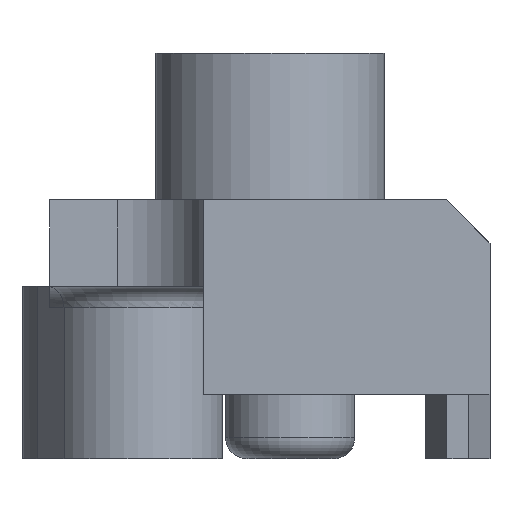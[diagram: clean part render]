
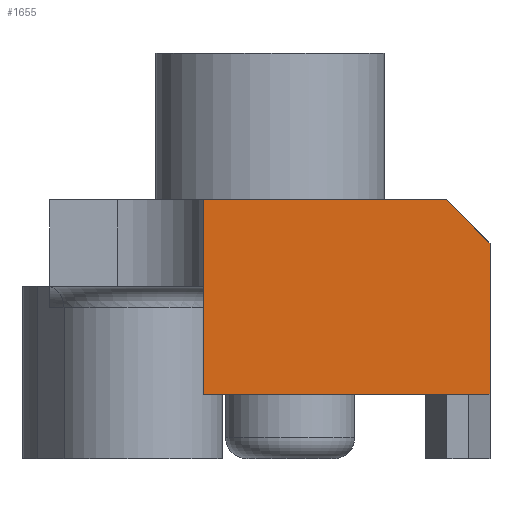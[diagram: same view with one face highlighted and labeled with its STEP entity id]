
A CAD part, front view. The second image highlights one B-rep face of the part: STEP entity #1655.
In plain terms, the highlighted planar face has unit normal (0, -1, 0).
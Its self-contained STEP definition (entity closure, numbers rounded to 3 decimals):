
#373=CARTESIAN_POINT('Vertex',(3.57,-141.,0.)) ;
#376=CARTESIAN_POINT('Line Origine',(6.385,-141.,0.)) ;
#380=CARTESIAN_POINT('Vertex',(9.2,-141.,0.)) ;
#1605=CARTESIAN_POINT('Vertex',(3.57,-141.,-4.5)) ;
#1608=CARTESIAN_POINT('Line Origine',(3.57,-141.,-2.25)) ;
#1624=CARTESIAN_POINT('Axis2P3D Location',(3.57,-141.,0.)) ;
#1629=CARTESIAN_POINT('Line Origine',(9.7,-141.,-0.5)) ;
#1633=CARTESIAN_POINT('Vertex',(10.2,-141.,-1.)) ;
#1636=CARTESIAN_POINT('Line Origine',(6.885,-141.,-4.5)) ;
#1640=CARTESIAN_POINT('Vertex',(10.2,-141.,-4.5)) ;
#1643=CARTESIAN_POINT('Line Origine',(10.2,-141.,-2.75)) ;
#377=DIRECTION('Vector Direction',(1.,0.,0.)) ;
#1609=DIRECTION('Vector Direction',(0.,0.,-1.)) ;
#1625=DIRECTION('Axis2P3D Direction',(-0.,1.,0.)) ;
#1626=DIRECTION('Axis2P3D XDirection',(1.,0.,0.)) ;
#1630=DIRECTION('Vector Direction',(-0.707,0.,0.707)) ;
#1637=DIRECTION('Vector Direction',(-1.,0.,0.)) ;
#1644=DIRECTION('Vector Direction',(0.,0.,-1.)) ;
#1627=AXIS2_PLACEMENT_3D('Plane Axis2P3D',#1624,#1625,#1626) ;
#1649=ORIENTED_EDGE('',*,*,#1635,.T.) ;
#1650=ORIENTED_EDGE('',*,*,#382,.F.) ;
#1651=ORIENTED_EDGE('',*,*,#1612,.T.) ;
#1652=ORIENTED_EDGE('',*,*,#1642,.T.) ;
#1653=ORIENTED_EDGE('',*,*,#1647,.F.) ;
#378=VECTOR('Line Direction',#377,1.) ;
#1610=VECTOR('Line Direction',#1609,1.) ;
#1631=VECTOR('Line Direction',#1630,1.) ;
#1638=VECTOR('Line Direction',#1637,1.) ;
#1645=VECTOR('Line Direction',#1644,1.) ;
#1655=ADVANCED_FACE('Corps principal',(#1654),#1628,.F.) ;
#382=EDGE_CURVE('',#374,#381,#379,.T.) ;
#1612=EDGE_CURVE('',#374,#1606,#1611,.T.) ;
#1635=EDGE_CURVE('',#1634,#381,#1632,.T.) ;
#1642=EDGE_CURVE('',#1606,#1641,#1639,.F.) ;
#1647=EDGE_CURVE('',#1634,#1641,#1646,.T.) ;
#1648=EDGE_LOOP('',(#1649,#1650,#1651,#1652,#1653)) ;
#1654=FACE_OUTER_BOUND('',#1648,.T.) ;
#379=LINE('Line',#376,#378) ;
#1611=LINE('Line',#1608,#1610) ;
#1632=LINE('Line',#1629,#1631) ;
#1639=LINE('Line',#1636,#1638) ;
#1646=LINE('Line',#1643,#1645) ;
#1628=PLANE('Plane',#1627) ;
#374=VERTEX_POINT('',#373) ;
#381=VERTEX_POINT('',#380) ;
#1606=VERTEX_POINT('',#1605) ;
#1634=VERTEX_POINT('',#1633) ;
#1641=VERTEX_POINT('',#1640) ;
